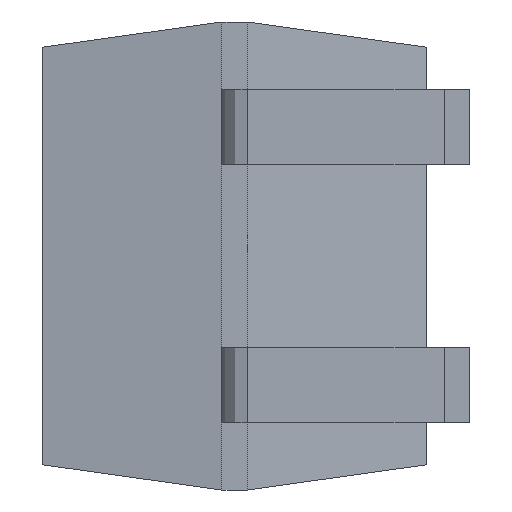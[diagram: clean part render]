
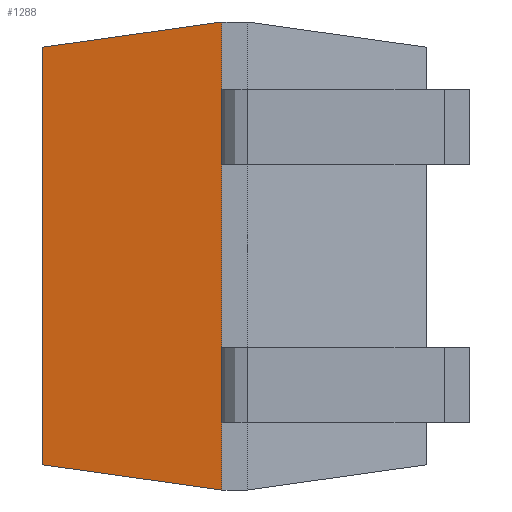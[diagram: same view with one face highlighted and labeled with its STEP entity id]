
A CAD part, left-side view. The second image highlights one B-rep face of the part: STEP entity #1288.
In plain terms, the highlighted planar face has unit normal (-0.99, 0.139, 0).
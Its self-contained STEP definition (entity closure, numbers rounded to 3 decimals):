
#1034 = VERTEX_POINT('',#1035);
#1035 = CARTESIAN_POINT('',(-3.25,2.435,2.3));
#1095 = VERTEX_POINT('',#1096);
#1096 = CARTESIAN_POINT('',(-3.25,2.435,-2.3));
#1189 = EDGE_CURVE('',#1034,#1095,#1190,.T.);
#1190 = LINE('',#1191,#1192);
#1191 = CARTESIAN_POINT('',(-3.25,2.435,8.903));
#1192 = VECTOR('',#1193,1.);
#1193 = DIRECTION('',(0.,0.,-1.));
#1206 = VERTEX_POINT('',#1207);
#1207 = CARTESIAN_POINT('',(-3.002,4.2,2.052));
#1213 = EDGE_CURVE('',#1034,#1206,#1214,.T.);
#1214 = LINE('',#1215,#1216);
#1215 = CARTESIAN_POINT('',(-2.954,4.542,
    2.004));
#1216 = VECTOR('',#1217,1.);
#1217 = DIRECTION('',(0.138,0.981,-0.138));
#1230 = VERTEX_POINT('',#1231);
#1231 = CARTESIAN_POINT('',(-3.002,4.2,-2.052));
#1237 = EDGE_CURVE('',#1095,#1230,#1238,.T.);
#1238 = LINE('',#1239,#1240);
#1239 = CARTESIAN_POINT('',(-2.785,5.745,
    -1.835));
#1240 = VECTOR('',#1241,1.);
#1241 = DIRECTION('',(0.138,0.981,0.138));
#1255 = EDGE_CURVE('',#1206,#1230,#1256,.T.);
#1256 = LINE('',#1257,#1258);
#1257 = CARTESIAN_POINT('',(-3.002,4.2,8.903));
#1258 = VECTOR('',#1259,1.);
#1259 = DIRECTION('',(0.,0.,-1.));
#1288 = ADVANCED_FACE('',(#1289),#1295,.F.);
#1289 = FACE_BOUND('',#1290,.T.);
#1290 = EDGE_LOOP('',(#1291,#1292,#1293,#1294));
#1291 = ORIENTED_EDGE('',*,*,#1189,.F.);
#1292 = ORIENTED_EDGE('',*,*,#1213,.T.);
#1293 = ORIENTED_EDGE('',*,*,#1255,.T.);
#1294 = ORIENTED_EDGE('',*,*,#1237,.F.);
#1295 = PLANE('',#1296);
#1296 = AXIS2_PLACEMENT_3D('',#1297,#1298,#1299);
#1297 = CARTESIAN_POINT('',(-3.002,4.2,8.903));
#1298 = DIRECTION('',(0.99,-0.139,0.)
  );
#1299 = DIRECTION('',(0.139,0.99,0.));
